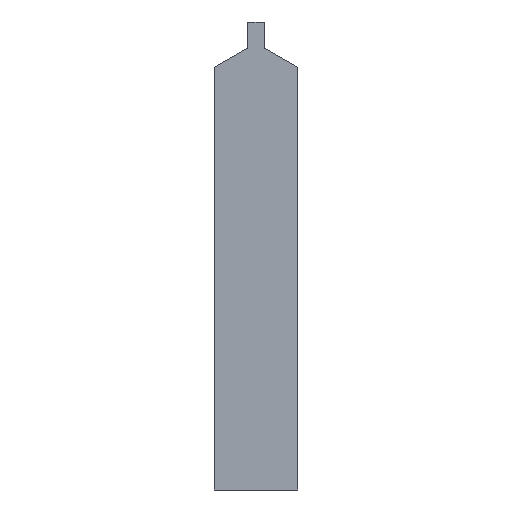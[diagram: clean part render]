
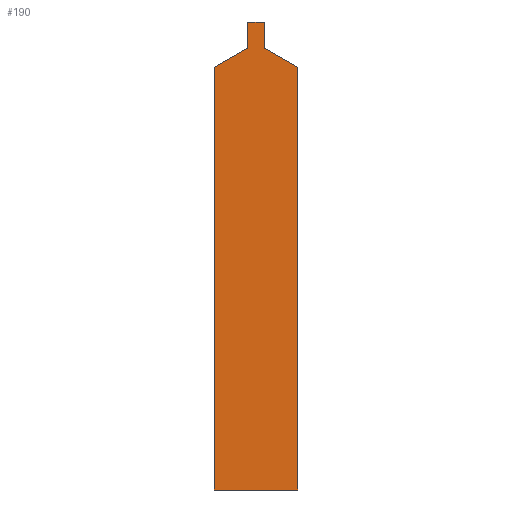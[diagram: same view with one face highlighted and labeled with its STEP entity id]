
A CAD part, left-side view. The second image highlights one B-rep face of the part: STEP entity #190.
In plain terms, the highlighted planar face has unit normal (-1, 0, 0).
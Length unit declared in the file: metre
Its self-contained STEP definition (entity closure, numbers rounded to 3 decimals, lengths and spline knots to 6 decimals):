
#24=FACE_OUTER_BOUND('',#34,.T.);
#34=EDGE_LOOP('',(#163,#164,#165,#166,#167,#168,#169,#170));
#35=LINE('',#271,#59);
#39=LINE('',#280,#63);
#43=LINE('',#287,#67);
#45=LINE('',#292,#69);
#49=LINE('',#299,#73);
#51=LINE('',#303,#75);
#54=LINE('',#309,#78);
#57=LINE('',#314,#81);
#59=VECTOR('',#225,0.01);
#63=VECTOR('',#231,0.01);
#67=VECTOR('',#237,0.01);
#69=VECTOR('',#241,0.01);
#73=VECTOR('',#247,0.01);
#75=VECTOR('',#251,0.01);
#78=VECTOR('',#256,0.01);
#81=VECTOR('',#261,0.01);
#83=VERTEX_POINT('',#269);
#84=VERTEX_POINT('',#270);
#87=VERTEX_POINT('',#278);
#88=VERTEX_POINT('',#279);
#91=VERTEX_POINT('',#290);
#92=VERTEX_POINT('',#291);
#95=VERTEX_POINT('',#302);
#97=VERTEX_POINT('',#308);
#99=EDGE_CURVE('',#83,#84,#35,.T.);
#103=EDGE_CURVE('',#87,#88,#39,.T.);
#107=EDGE_CURVE('',#84,#87,#43,.T.);
#109=EDGE_CURVE('',#91,#92,#45,.T.);
#113=EDGE_CURVE('',#91,#83,#49,.T.);
#115=EDGE_CURVE('',#95,#88,#51,.T.);
#118=EDGE_CURVE('',#97,#95,#54,.T.);
#121=EDGE_CURVE('',#92,#97,#57,.T.);
#163=ORIENTED_EDGE('',*,*,#121,.F.);
#164=ORIENTED_EDGE('',*,*,#109,.F.);
#165=ORIENTED_EDGE('',*,*,#113,.T.);
#166=ORIENTED_EDGE('',*,*,#99,.T.);
#167=ORIENTED_EDGE('',*,*,#107,.T.);
#168=ORIENTED_EDGE('',*,*,#103,.T.);
#169=ORIENTED_EDGE('',*,*,#115,.F.);
#170=ORIENTED_EDGE('',*,*,#118,.F.);
#180=PLANE('',#220);
#190=ADVANCED_FACE('',(#24),#180,.F.);
#220=AXIS2_PLACEMENT_3D('',#317,#265,#266);
#225=DIRECTION('',(0.,0.,-1.));
#231=DIRECTION('',(0.,0.,-1.));
#237=DIRECTION('',(0.,0.866,-0.5));
#241=DIRECTION('',(0.,0.,-1.));
#247=DIRECTION('',(0.,1.,0.));
#251=DIRECTION('',(0.,1.,0.));
#256=DIRECTION('',(0.,0.,-1.));
#261=DIRECTION('',(0.,-0.866,-0.5));
#265=DIRECTION('center_axis',(1.,0.,0.));
#266=DIRECTION('ref_axis',(0.,0.,-1.));
#269=CARTESIAN_POINT('',(0.,0.0002,0.));
#270=CARTESIAN_POINT('',(0.,0.0002,-0.00062));
#271=CARTESIAN_POINT('',(0.,0.0002,0.));
#278=CARTESIAN_POINT('',(0.,0.00099,-0.001076));
#279=CARTESIAN_POINT('',(0.,0.00099,-0.011136));
#280=CARTESIAN_POINT('',(0.,0.00099,-0.001076));
#287=CARTESIAN_POINT('',(0.,0.0002,-0.00062));
#290=CARTESIAN_POINT('',(0.,-0.0002,0.));
#291=CARTESIAN_POINT('',(0.,-0.0002,-0.00062));
#292=CARTESIAN_POINT('',(0.,-0.0002,0.));
#299=CARTESIAN_POINT('',(0.,0.,0.));
#302=CARTESIAN_POINT('',(0.,-0.00099,-0.011136));
#303=CARTESIAN_POINT('',(0.,-0.00099,-0.011136));
#308=CARTESIAN_POINT('',(0.,-0.00099,-0.001076));
#309=CARTESIAN_POINT('',(0.,-0.00099,-0.001076));
#314=CARTESIAN_POINT('',(0.,-0.0002,-0.00062));
#317=CARTESIAN_POINT('Origin',(0.,-0.000495,-0.005568));
